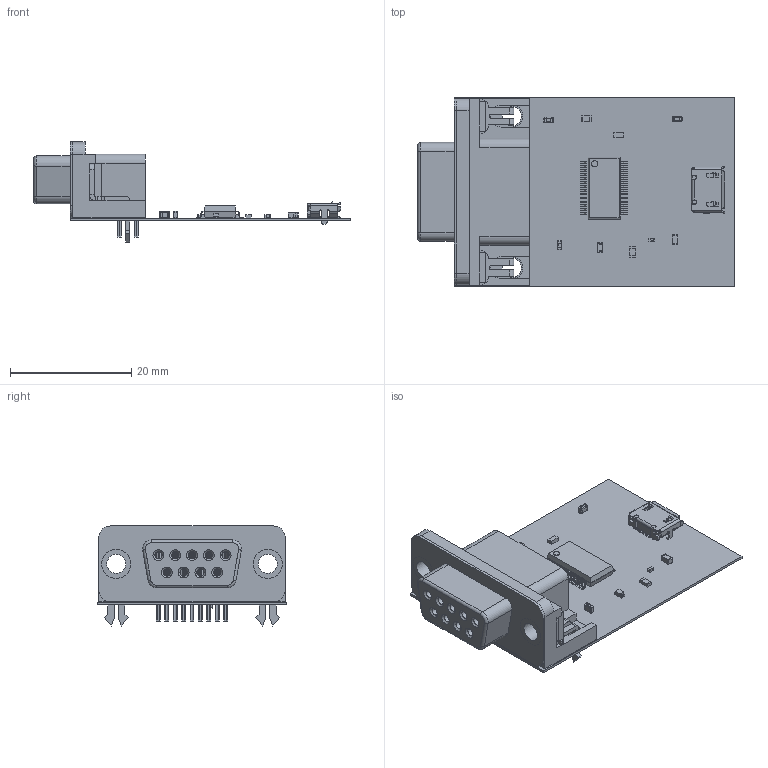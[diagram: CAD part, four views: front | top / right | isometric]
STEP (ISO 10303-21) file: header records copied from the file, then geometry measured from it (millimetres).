
FILE_DESCRIPTION(('Open CASCADE Model'),'2;1');
FILE_NAME('Open CASCADE Shape Model','2021-08-25T10:34:47',('Author'),( 'Open CASCADE'),'Open CASCADE STEP processor 6.8','Open CASCADE 6.8' ,'Unknown');
FILE_SCHEMA(('AUTOMOTIVE_DESIGN { 1 0 10303 214 1 1 1 1 }'));
Length unit declared in the file: millimetre
Products named in the file (54): PCB; Board; Open CASCADE STEP translator 6.8 1.1.1; J1; 618009211821; 6180xx2xxx21_PIN__COURTE; 6180xx2xxx21_PIN__LONGUE; 6180092xxx21; 6180xx2xxx21_CLIP; 6180xx2xxx21_SERRAGE; 6180092xxx21_ARRIERE; 3; FT232RL--3DModel-STEP-56544; R2; 9619158592; Extruded; 9616975440; R1; 9855175456; 5011958000; J2; USB3075-30-A--3DModel-STEP-56544; FB1; FBead_Murata_BLM15PX471SN1B_eec; Terminals; Center; Murata; D2; 0603_single_RGB8421504; D1; 9649241696; C4; Cap_TDK_CGA3E3X7R1E334K080AB_eec; 1; 2; TDK_Logo; C3; 9740540432; Terminal; Open_CASCADE_STEP_translator_6.8_2.1.1 ...
Assembly tree (65 placements, depth 5):
  PCB
    Board
      Open CASCADE STEP translator 6.8 1.1.1
    J1
      618009211821
        6180xx2xxx21_PIN__COURTE  x4
        6180xx2xxx21_PIN__LONGUE  x5
        6180092xxx21
        6180092xxx21
        6180xx2xxx21_CLIP  x2
        6180xx2xxx21_SERRAGE  x2
        6180092xxx21_ARRIERE
    3
      FT232RL--3DModel-STEP-56544
    R2
      9619158592  x2
        Extruded
      9616975440
        Extruded
    R1
      9855175456  x2
        Extruded
      5011958000
        Extruded
    J2
      USB3075-30-A--3DModel-STEP-56544
    FB1
      FBead_Murata_BLM15PX471SN1B_eec
        Terminals
        Center
        Murata
    D2
      0603_single_RGB8421504
    D1
      9649241696
        Extruded
    C4
      Cap_TDK_CGA3E3X7R1E334K080AB_eec
        1
        2
        TDK_Logo
    C3
      9740540432
        Terminal
          Open_CASCADE_STEP_translator_6.8_2.1.1
          Open_CASCADE_STEP_translator_6.8_2.1.2
        Mid_Body
          Open_CASCADE_STEP_translator_6.8_2.2.1
    C2
      Cap_Murata_GRM188C71C225KE11D_eec
        1
        2
        Murata_Logo_3
    C1
      Cap_TDK_CGA3E3X7R1E334K080AB_eec
        1
        2
        TDK_Logo
Bounding box: 52.21 x 31.24 x 16.5 mm (x, y, z)
Volume: 4059.9 mm3; surface area: 9863.9 mm2
Topology: 109 solids, 109 shells, 3235 faces, 8323 edges, 5298 vertices
Faces by surface type: plane 2046, cylinder 966, bspline 102, sphere 56, torus 34, cone 27, revolution 4
Full cylindrical faces by diameter (mm): 1.09 x9, 1.2 x9, 3.121 x2, 3.2 x2, 4 x8
Entity records: 78431 total; most frequent: CARTESIAN_POINT 14249, ORIENTED_EDGE 11838, DIRECTION 11834, EDGE_CURVE 5919, LINE 4334, VECTOR 4334, VERTEX_POINT 3787, AXIS2_PLACEMENT_3D 3748
